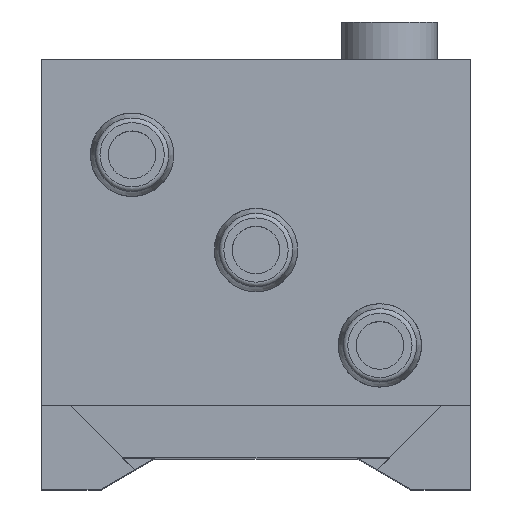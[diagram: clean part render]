
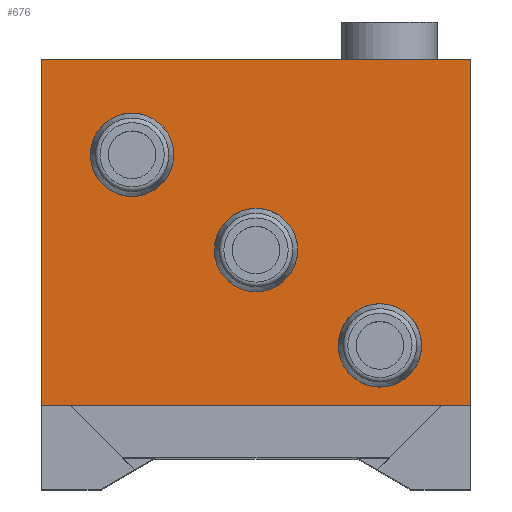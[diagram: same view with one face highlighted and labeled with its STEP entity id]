
A CAD part, top view. The second image highlights one B-rep face of the part: STEP entity #676.
In plain terms, the highlighted planar face has unit normal (0, 0, 1).
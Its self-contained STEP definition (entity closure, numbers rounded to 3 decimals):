
#40=CIRCLE('',#739,1.5);
#41=CIRCLE('',#740,1.5);
#42=CIRCLE('',#741,1.5);
#85=ORIENTED_EDGE('',*,*,#247,.T.);
#86=ORIENTED_EDGE('',*,*,#248,.T.);
#87=ORIENTED_EDGE('',*,*,#249,.T.);
#88=ORIENTED_EDGE('',*,*,#250,.T.);
#89=ORIENTED_EDGE('',*,*,#251,.T.);
#90=ORIENTED_EDGE('',*,*,#252,.T.);
#91=ORIENTED_EDGE('',*,*,#253,.T.);
#247=EDGE_CURVE('',#328,#328,#40,.T.);
#248=EDGE_CURVE('',#329,#329,#41,.T.);
#249=EDGE_CURVE('',#330,#330,#42,.T.);
#250=EDGE_CURVE('',#331,#332,#393,.T.);
#251=EDGE_CURVE('',#332,#333,#394,.T.);
#252=EDGE_CURVE('',#333,#334,#395,.T.);
#253=EDGE_CURVE('',#334,#331,#396,.T.);
#328=VERTEX_POINT('',#1061);
#329=VERTEX_POINT('',#1063);
#330=VERTEX_POINT('',#1065);
#331=VERTEX_POINT('',#1067);
#332=VERTEX_POINT('',#1068);
#333=VERTEX_POINT('',#1070);
#334=VERTEX_POINT('',#1072);
#393=LINE('',#1066,#441);
#394=LINE('',#1069,#442);
#395=LINE('',#1071,#443);
#396=LINE('',#1073,#444);
#441=VECTOR('',#844,1000.);
#442=VECTOR('',#845,1000.);
#443=VECTOR('',#846,1000.);
#444=VECTOR('',#847,1000.);
#479=EDGE_LOOP('',(#85));
#480=EDGE_LOOP('',(#86));
#481=EDGE_LOOP('',(#87));
#482=EDGE_LOOP('',(#88,#89,#90,#91));
#563=FACE_BOUND('',#479,.T.);
#564=FACE_BOUND('',#480,.T.);
#565=FACE_BOUND('',#481,.T.);
#566=FACE_BOUND('',#482,.T.);
#647=PLANE('',#738);
#676=ADVANCED_FACE('',(#563,#564,#565,#566),#647,.T.);
#738=AXIS2_PLACEMENT_3D('',#1059,#836,#837);
#739=AXIS2_PLACEMENT_3D('',#1060,#838,#839);
#740=AXIS2_PLACEMENT_3D('',#1062,#840,#841);
#741=AXIS2_PLACEMENT_3D('',#1064,#842,#843);
#836=DIRECTION('',(0.,0.,1.));
#837=DIRECTION('',(1.,0.,0.));
#838=DIRECTION('',(0.,0.,-1.));
#839=DIRECTION('',(-1.,0.,0.));
#840=DIRECTION('',(0.,0.,-1.));
#841=DIRECTION('',(-1.,0.,0.));
#842=DIRECTION('',(0.,0.,-1.));
#843=DIRECTION('',(-1.,0.,0.));
#844=DIRECTION('',(1.,0.,0.));
#845=DIRECTION('',(0.,1.,0.));
#846=DIRECTION('',(-1.,0.,0.));
#847=DIRECTION('',(0.,-1.,0.));
#1059=CARTESIAN_POINT('',(0.,0.,0.));
#1060=CARTESIAN_POINT('',(5.2,6.,0.));
#1061=CARTESIAN_POINT('',(3.7,6.,0.));
#1062=CARTESIAN_POINT('',(0.,10.,0.));
#1063=CARTESIAN_POINT('',(-1.5,10.,0.));
#1064=CARTESIAN_POINT('',(-5.2,14.,0.));
#1065=CARTESIAN_POINT('',(-6.7,14.,0.));
#1066=CARTESIAN_POINT('',(0.,3.5,0.));
#1067=CARTESIAN_POINT('',(-9.,3.5,0.));
#1068=CARTESIAN_POINT('',(9.,3.5,0.));
#1069=CARTESIAN_POINT('',(9.,0.,0.));
#1070=CARTESIAN_POINT('',(9.,18.,0.));
#1071=CARTESIAN_POINT('',(9.,18.,0.));
#1072=CARTESIAN_POINT('',(-9.,18.,0.));
#1073=CARTESIAN_POINT('',(-9.,18.,0.));
